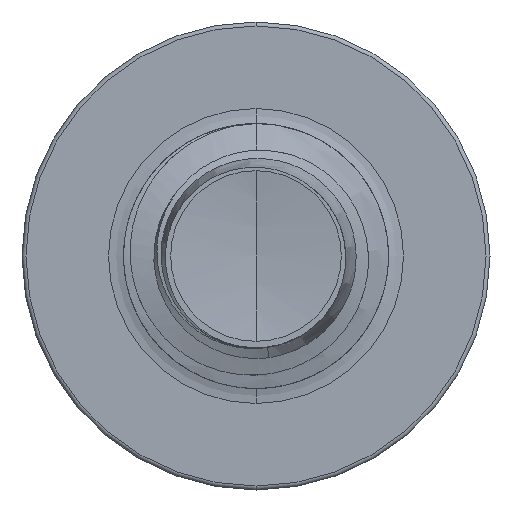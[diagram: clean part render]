
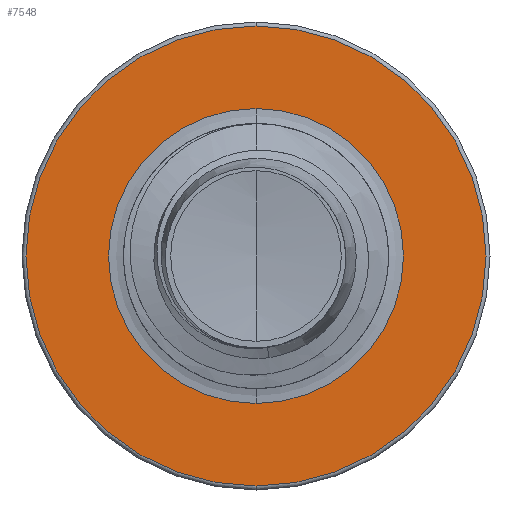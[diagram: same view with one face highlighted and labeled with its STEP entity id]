
A CAD part, front view. The second image highlights one B-rep face of the part: STEP entity #7548.
In plain terms, the highlighted planar face has unit normal (0, -1, 0).
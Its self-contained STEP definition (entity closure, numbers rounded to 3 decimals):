
#570 = EDGE_CURVE ( 'NONE', #5715, #17579, #17160, .T. ) ;
#690 = EDGE_CURVE ( 'NONE', #2437, #2713, #1154, .T. ) ;
#1154 = CIRCLE ( 'NONE', #6313, 2.605 ) ;
#1329 = AXIS2_PLACEMENT_3D ( 'NONE', #11177, #9303, #9452 ) ;
#1388 = DIRECTION ( 'NONE',  ( 0., 1., 0. ) ) ;
#2238 = CARTESIAN_POINT ( 'NONE',  ( 0., 9., 2.605 ) ) ;
#2437 = VERTEX_POINT ( 'NONE', #4306 ) ;
#2713 = VERTEX_POINT ( 'NONE', #2238 ) ;
#2798 = CARTESIAN_POINT ( 'NONE',  ( 0., 9., 0. ) ) ;
#3888 = EDGE_LOOP ( 'NONE', ( #16651, #5228 ) ) ;
#4306 = CARTESIAN_POINT ( 'NONE',  ( 0., 9., -2.605 ) ) ;
#4431 = CIRCLE ( 'NONE', #7231, 1.67 ) ;
#4691 = DIRECTION ( 'NONE',  ( 0., 0., 1. ) ) ;
#4721 = CIRCLE ( 'NONE', #20244, 2.605 ) ;
#5228 = ORIENTED_EDGE ( 'NONE', *, *, #690, .F. ) ;
#5423 = CARTESIAN_POINT ( 'NONE',  ( 0., 9., 0. ) ) ;
#5498 = ORIENTED_EDGE ( 'NONE', *, *, #570, .T. ) ;
#5715 = VERTEX_POINT ( 'NONE', #11767 ) ;
#6313 = AXIS2_PLACEMENT_3D ( 'NONE', #5423, #11512, #16244 ) ;
#6767 = PLANE ( 'NONE',  #9957 ) ;
#6826 = ORIENTED_EDGE ( 'NONE', *, *, #9526, .T. ) ;
#7026 = EDGE_CURVE ( 'NONE', #2713, #2437, #4721, .T. ) ;
#7231 = AXIS2_PLACEMENT_3D ( 'NONE', #11862, #1388, #13385 ) ;
#7548 = ADVANCED_FACE ( 'NONE', ( #8833, #9373 ), #6767, .F. ) ;
#8833 = FACE_OUTER_BOUND ( 'NONE', #3888, .T. ) ;
#9303 = DIRECTION ( 'NONE',  ( 0., 1., 0. ) ) ;
#9373 = FACE_BOUND ( 'NONE', #9504, .T. ) ;
#9452 = DIRECTION ( 'NONE',  ( 0., 0., 1. ) ) ;
#9504 = EDGE_LOOP ( 'NONE', ( #5498, #6826 ) ) ;
#9526 = EDGE_CURVE ( 'NONE', #17579, #5715, #4431, .T. ) ;
#9957 = AXIS2_PLACEMENT_3D ( 'NONE', #19216, #20767, #11943 ) ;
#11177 = CARTESIAN_POINT ( 'NONE',  ( 0., 9., 0. ) ) ;
#11512 = DIRECTION ( 'NONE',  ( 0., 1., 0. ) ) ;
#11767 = CARTESIAN_POINT ( 'NONE',  ( 0., 9., 1.67 ) ) ;
#11862 = CARTESIAN_POINT ( 'NONE',  ( 0., 9., 0. ) ) ;
#11943 = DIRECTION ( 'NONE',  ( 0., 0., 1. ) ) ;
#12248 = CARTESIAN_POINT ( 'NONE',  ( 0., 9., -1.67 ) ) ;
#13385 = DIRECTION ( 'NONE',  ( 0., 0., 1. ) ) ;
#14444 = DIRECTION ( 'NONE',  ( 0., 1., 0. ) ) ;
#16244 = DIRECTION ( 'NONE',  ( 0., 0., 1. ) ) ;
#16651 = ORIENTED_EDGE ( 'NONE', *, *, #7026, .F. ) ;
#17160 = CIRCLE ( 'NONE', #1329, 1.67 ) ;
#17579 = VERTEX_POINT ( 'NONE', #12248 ) ;
#19216 = CARTESIAN_POINT ( 'NONE',  ( 0., 9., -1.67 ) ) ;
#20244 = AXIS2_PLACEMENT_3D ( 'NONE', #2798, #14444, #4691 ) ;
#20767 = DIRECTION ( 'NONE',  ( 0., 1., 0. ) ) ;
